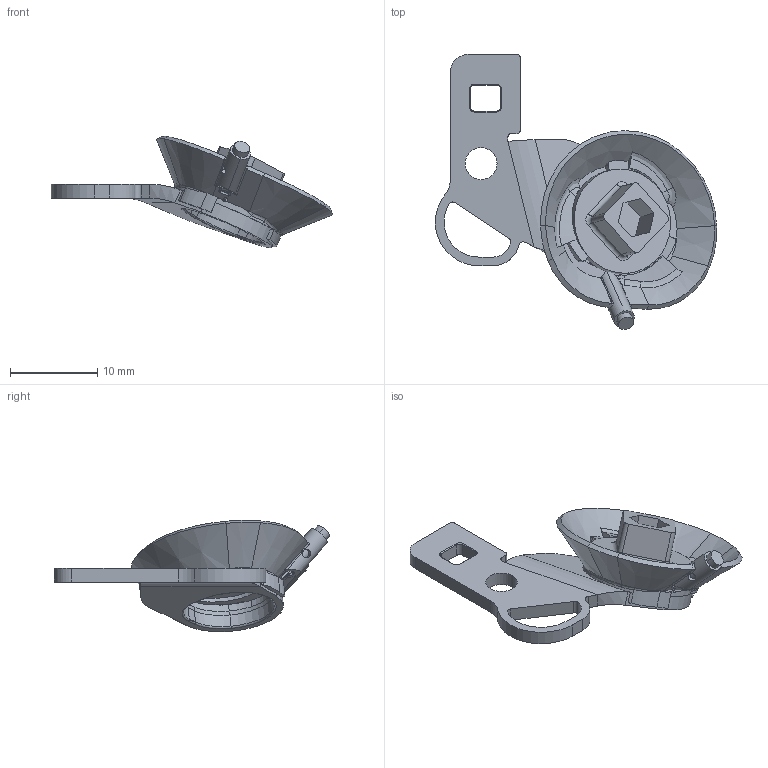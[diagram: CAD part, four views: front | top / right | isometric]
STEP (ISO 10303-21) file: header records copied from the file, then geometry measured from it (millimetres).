
FILE_DESCRIPTION (( 'STEP AP203' ), '1' );
FILE_NAME ('0160-041-00.STEP', '2021-09-13T20:10:12', ( '' ), ( '' ), 'SwSTEP 2.0', 'SolidWorks 2020', '' );
FILE_SCHEMA (( 'CONFIG_CONTROL_DESIGN' ));
Length unit declared in the file: millimetre
Products named in the file (5): 0160-200-37; 0160-041-00; 0160-200-45; mill-max-3024-0-01-15-00-00-03-0_Pin; 0160-100-10
Assembly tree (4 placements, depth 2):
  0160-041-00
    0160-100-10
    0160-200-45
    0160-200-37
    mill-max-3024-0-01-15-00-00-03-0_Pin
Bounding box: 32.23 x 31.51 x 12.75 mm (x, y, z)
Volume: 917.3 mm3; surface area: 2292.5 mm2
Topology: 4 solids, 4 shells, 263 faces, 689 edges, 435 vertices
Faces by surface type: cylinder 89, plane 80, bspline 52, cone 29, torus 13
Entity records: 9785 total; most frequent: CARTESIAN_POINT 3290, ORIENTED_EDGE 1374, DIRECTION 1115, EDGE_CURVE 687, VERTEX_POINT 435, AXIS2_PLACEMENT_3D 420, EDGE_LOOP 282, LINE 275
